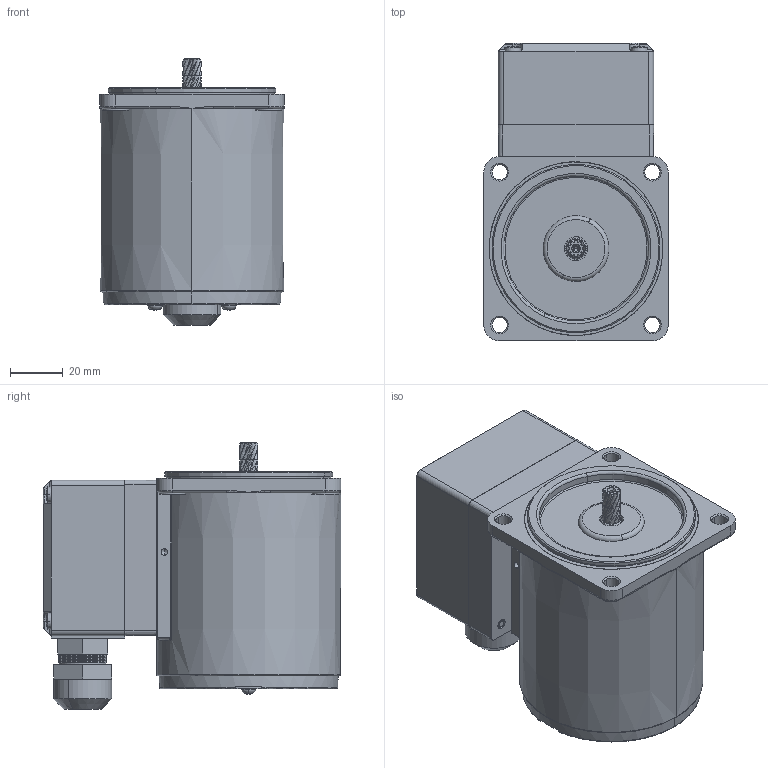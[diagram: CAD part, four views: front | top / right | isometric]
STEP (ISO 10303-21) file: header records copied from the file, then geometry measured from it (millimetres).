
FILE_DESCRIPTION (( 'STEP AP203' ), '1' );
FILE_NAME ('3RK15GN-¡¼Ts-5C131¡¼4000Z0.STEP', '2017-12-29T06:17:38', ( '' ), ( '' ), 'SwSTEP 2.0', 'SolidWorks 2010', '' );
FILE_SCHEMA (( 'CONFIG_CONTROL_DESIGN' ));
Length unit declared in the file: millimetre
Products named in the file (12): M315Ts-RK_3.鑽孔; Ts下墊片; Ts上蓋; 出線頭 Ver.2; 3RK15GN-〖Ts-5C131〖4000Z0; C364_車工(成品); 15GN_0.成品; 成品180度; Ts下蓋; 圓頭十字螺絲 M3 x 40 --40N_JIS B 1111 Binding head screw M3 x 40 --40N; 彈簧壓板M3φ36x1t_Default; 丸頭十字螺絲M3x6_B18.6.7M - M3 x 0.5 x 8 Type I Cross Recessed PHMS --8C
Assembly tree (15 placements, depth 3):
  3RK15GN-〖Ts-5C131〖4000Z0
    丸頭十字螺絲M3x6_B18.6.7M - M3 x 0.5 x 8 Type I Cross Recessed PHMS --8C  x2
    15GN_0.成品
    C364_車工(成品)
    M315Ts-RK_3.鑽孔
    成品180度
      圓頭十字螺絲 M3 x 40 --40N_JIS B 1111 Binding head screw M3 x 40 --40N  x4
      Ts上蓋
      Ts下墊片
      出線頭 Ver.2
      Ts下蓋
    彈簧壓板M3φ36x1t_Default
Bounding box: 70 x 113 x 101.25 mm (x, y, z)
Volume: 226685 mm3; surface area: 91933.5 mm2
Topology: 14 solids, 14 shells, 2620 faces, 6850 edges, 4278 vertices
Faces by surface type: cone 1369, cylinder 895, plane 247, bspline 51, torus 44, sphere 14
Entity records: 41972 total; most frequent: CARTESIAN_POINT 13772, DIRECTION 6051, ORIENTED_EDGE 5508, EDGE_CURVE 2754, AXIS2_PLACEMENT_3D 2493, VERTEX_POINT 1725, CIRCLE 1446, EDGE_LOOP 1165
